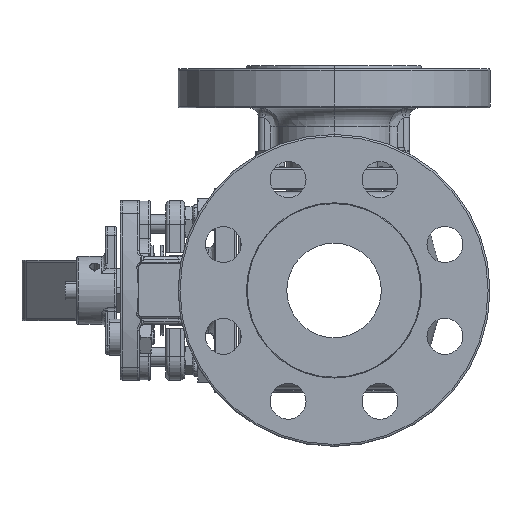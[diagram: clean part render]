
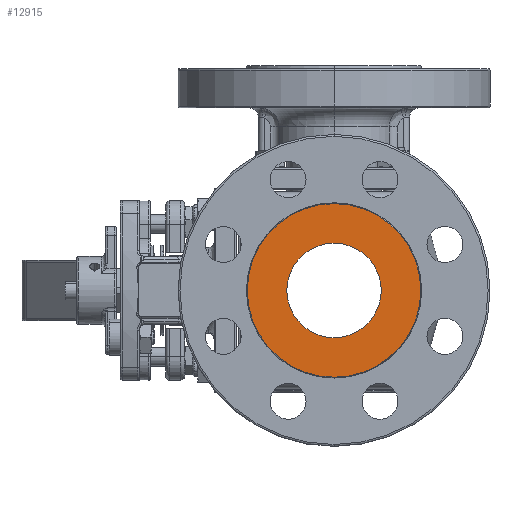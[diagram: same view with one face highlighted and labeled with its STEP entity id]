
A CAD part, left-side view. The second image highlights one B-rep face of the part: STEP entity #12915.
In plain terms, the highlighted planar face has unit normal (-1, 0, 0).
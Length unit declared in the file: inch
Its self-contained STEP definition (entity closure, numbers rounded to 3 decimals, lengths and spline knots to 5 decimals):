
#3226 = VERTEX_POINT ( 'NONE', #18736 ) ;
#4010 = EDGE_LOOP ( 'NONE', ( #58251, #7615 ) ) ;
#4255 = DIRECTION ( 'NONE',  ( 1., 0., 0. ) ) ;
#6527 = CIRCLE ( 'NONE', #32650, 0.98425 ) ;
#7615 = ORIENTED_EDGE ( 'NONE', *, *, #42177, .F. ) ;
#7665 = CARTESIAN_POINT ( 'NONE',  ( -4.685, 0., -1.80906 ) ) ;
#8413 = VERTEX_POINT ( 'NONE', #65691 ) ;
#9970 = EDGE_CURVE ( 'NONE', #55779, #3226, #54337, .T. ) ;
#10332 = DIRECTION ( 'NONE',  ( 1., 0., 0. ) ) ;
#11284 = DIRECTION ( 'NONE',  ( -1., 0., 0. ) ) ;
#12915 = ADVANCED_FACE ( 'NONE', ( #26941, #58609 ), #48753, .T. ) ;
#14178 = DIRECTION ( 'NONE',  ( 0., 0., -1. ) ) ;
#14465 = ORIENTED_EDGE ( 'NONE', *, *, #34479, .T. ) ;
#14585 = EDGE_CURVE ( 'NONE', #66819, #8413, #46875, .T. ) ;
#17458 = AXIS2_PLACEMENT_3D ( 'NONE', #56571, #46697, #30015 ) ;
#18736 = CARTESIAN_POINT ( 'NONE',  ( -4.685, 0., 0.98425 ) ) ;
#21568 = AXIS2_PLACEMENT_3D ( 'NONE', #32703, #11284, #38143 ) ;
#24422 = EDGE_LOOP ( 'NONE', ( #50380, #14465 ) ) ;
#25665 = CARTESIAN_POINT ( 'NONE',  ( -4.685, 0., 0. ) ) ;
#25977 = DIRECTION ( 'NONE',  ( 0., 0., -1. ) ) ;
#26941 = FACE_BOUND ( 'NONE', #24422, .T. ) ;
#30015 = DIRECTION ( 'NONE',  ( 0., 0., -1. ) ) ;
#30499 = CARTESIAN_POINT ( 'NONE',  ( -4.685, 0., 0. ) ) ;
#31096 = CARTESIAN_POINT ( 'NONE',  ( -4.685, 0., 0. ) ) ;
#32548 = AXIS2_PLACEMENT_3D ( 'NONE', #25665, #10332, #41681 ) ;
#32650 = AXIS2_PLACEMENT_3D ( 'NONE', #30499, #4255, #14178 ) ;
#32703 = CARTESIAN_POINT ( 'NONE',  ( -4.685, 1.80906, 0. ) ) ;
#34479 = EDGE_CURVE ( 'NONE', #3226, #55779, #6527, .T. ) ;
#38143 = DIRECTION ( 'NONE',  ( 0., 0., 1. ) ) ;
#41681 = DIRECTION ( 'NONE',  ( 0., 0., -1. ) ) ;
#42177 = EDGE_CURVE ( 'NONE', #8413, #66819, #43487, .T. ) ;
#43487 = CIRCLE ( 'NONE', #32548, 1.80906 ) ;
#46697 = DIRECTION ( 'NONE',  ( 1., 0., 0. ) ) ;
#46875 = CIRCLE ( 'NONE', #17458, 1.80906 ) ;
#48753 = PLANE ( 'NONE',  #21568 ) ;
#49187 = CARTESIAN_POINT ( 'NONE',  ( -4.685, 0., -0.98425 ) ) ;
#50380 = ORIENTED_EDGE ( 'NONE', *, *, #9970, .T. ) ;
#53198 = DIRECTION ( 'NONE',  ( 1., 0., 0. ) ) ;
#54337 = CIRCLE ( 'NONE', #57573, 0.98425 ) ;
#55779 = VERTEX_POINT ( 'NONE', #49187 ) ;
#56571 = CARTESIAN_POINT ( 'NONE',  ( -4.685, 0., 0. ) ) ;
#57573 = AXIS2_PLACEMENT_3D ( 'NONE', #31096, #53198, #25977 ) ;
#58251 = ORIENTED_EDGE ( 'NONE', *, *, #14585, .F. ) ;
#58609 = FACE_OUTER_BOUND ( 'NONE', #4010, .T. ) ;
#65691 = CARTESIAN_POINT ( 'NONE',  ( -4.685, 0., 1.80906 ) ) ;
#66819 = VERTEX_POINT ( 'NONE', #7665 ) ;
